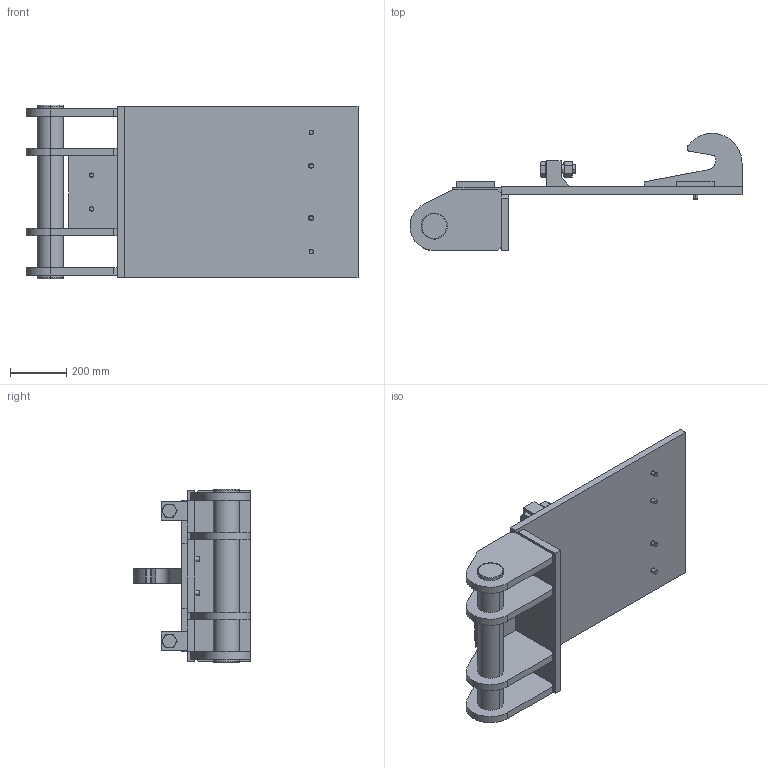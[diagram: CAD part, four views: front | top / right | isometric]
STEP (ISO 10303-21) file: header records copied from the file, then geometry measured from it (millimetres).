
FILE_DESCRIPTION(('FreeCAD Model'),'2;1');
FILE_NAME('Open CASCADE Shape Model','2025-05-02T02:25:11',('FreeCAD'),( 'FreeCAD'),'Open CASCADE STEP processor 7.6','FreeCAD','Unknown');
FILE_SCHEMA(('AUTOMOTIVE_DESIGN { 1 0 10303 214 1 1 1 1 }'));
Products named in the file (1): Open CASCADE STEP translator 7.6 1
Bounding box: 1178.23 x 415.69 x 615.61 mm (x, y, z)
Volume: 32553395.2 mm3; surface area: 2788681.3 mm2
Topology: 23 solids, 23 shells, 773 faces, 1841 edges, 1128 vertices
Faces by surface type: bspline 773
Entity records: 70367 total; most frequent: CARTESIAN_POINT 59753, ORIENTED_EDGE 3682, EDGE_CURVE 1841, B_SPLINE_CURVE_WITH_KNOTS 1211, VERTEX_POINT 1128, FACE_BOUND 827, EDGE_LOOP 827, ADVANCED_FACE 773
